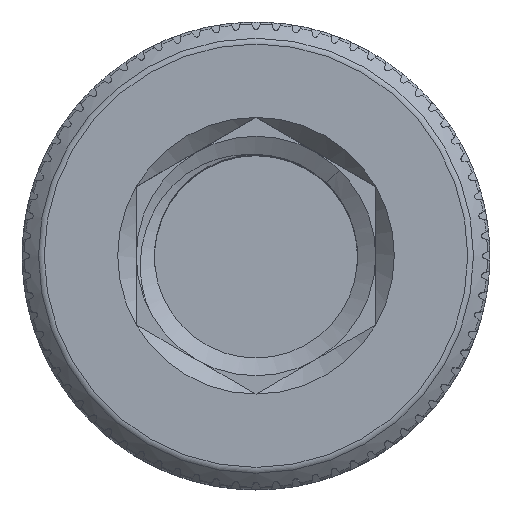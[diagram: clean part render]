
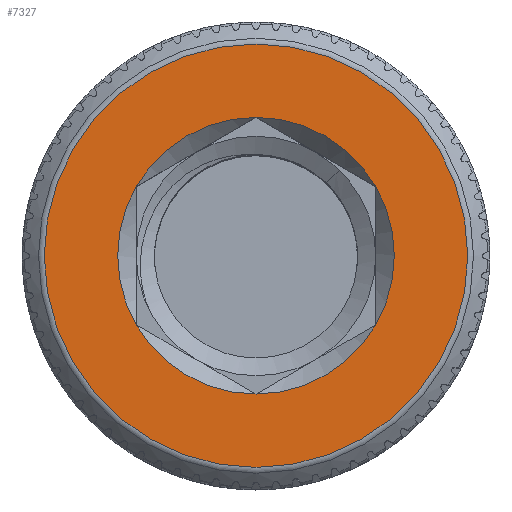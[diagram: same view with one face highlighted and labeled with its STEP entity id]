
A CAD part, top view. The second image highlights one B-rep face of the part: STEP entity #7327.
In plain terms, the highlighted planar face has unit normal (0, 0, 1).
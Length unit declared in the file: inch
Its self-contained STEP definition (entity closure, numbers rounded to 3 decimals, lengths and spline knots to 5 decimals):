
#17=FACE_BOUND('',#1319,.T.);
#26=PLANE('',#8140);
#904=FACE_OUTER_BOUND('',#1318,.T.);
#1318=EDGE_LOOP('',(#5731));
#1319=EDGE_LOOP('',(#5732,#5733,#5734,#5735,#5736,#5737));
#1638=CIRCLE('',#7683,0.05413);
#1864=CIRCLE('',#7915,0.08285);
#1866=CIRCLE('',#8141,0.05413);
#1867=CIRCLE('',#8142,0.05413);
#1868=CIRCLE('',#8143,0.05413);
#1869=CIRCLE('',#8144,0.05413);
#1870=CIRCLE('',#8145,0.05413);
#2761=VERTEX_POINT('',#11451);
#2762=VERTEX_POINT('',#11452);
#3347=VERTEX_POINT('',#14149);
#3355=VERTEX_POINT('',#14493);
#3356=VERTEX_POINT('',#14494);
#3357=VERTEX_POINT('',#14497);
#3358=VERTEX_POINT('',#14499);
#3581=EDGE_CURVE('',#2762,#2761,#1638,.T.);
#4171=EDGE_CURVE('',#3347,#3347,#1864,.T.);
#4333=EDGE_CURVE('',#3355,#3356,#1866,.T.);
#4334=EDGE_CURVE('',#2761,#3355,#1867,.T.);
#4335=EDGE_CURVE('',#3357,#2762,#1868,.T.);
#4336=EDGE_CURVE('',#3358,#3357,#1869,.T.);
#4337=EDGE_CURVE('',#3356,#3358,#1870,.T.);
#5731=ORIENTED_EDGE('',*,*,#4171,.T.);
#5732=ORIENTED_EDGE('',*,*,#4333,.F.);
#5733=ORIENTED_EDGE('',*,*,#4334,.F.);
#5734=ORIENTED_EDGE('',*,*,#3581,.F.);
#5735=ORIENTED_EDGE('',*,*,#4335,.F.);
#5736=ORIENTED_EDGE('',*,*,#4336,.F.);
#5737=ORIENTED_EDGE('',*,*,#4337,.F.);
#7327=ADVANCED_FACE('',(#904,#17),#26,.F.);
#7683=AXIS2_PLACEMENT_3D('',#11456,#8549,#8550);
#7915=AXIS2_PLACEMENT_3D('',#14150,#9160,#9161);
#8140=AXIS2_PLACEMENT_3D('',#14492,#9622,#9623);
#8141=AXIS2_PLACEMENT_3D('',#14495,#9624,#9625);
#8142=AXIS2_PLACEMENT_3D('',#14496,#9626,#9627);
#8143=AXIS2_PLACEMENT_3D('',#14498,#9628,#9629);
#8144=AXIS2_PLACEMENT_3D('',#14500,#9630,#9631);
#8145=AXIS2_PLACEMENT_3D('',#14501,#9632,#9633);
#8549=DIRECTION('center_axis',(0.,0.,1.));
#8550=DIRECTION('ref_axis',(1.,0.,0.));
#9160=DIRECTION('center_axis',(0.,0.,1.));
#9161=DIRECTION('ref_axis',(0.,-1.,0.));
#9622=DIRECTION('center_axis',(0.,0.,-1.));
#9623=DIRECTION('ref_axis',(0.,1.,0.));
#9624=DIRECTION('center_axis',(0.,0.,1.));
#9625=DIRECTION('ref_axis',(1.,0.,0.));
#9626=DIRECTION('center_axis',(0.,0.,1.));
#9627=DIRECTION('ref_axis',(1.,0.,0.));
#9628=DIRECTION('center_axis',(0.,0.,1.));
#9629=DIRECTION('ref_axis',(1.,0.,0.));
#9630=DIRECTION('center_axis',(0.,0.,1.));
#9631=DIRECTION('ref_axis',(1.,0.,0.));
#9632=DIRECTION('center_axis',(0.,0.,1.));
#9633=DIRECTION('ref_axis',(1.,0.,0.));
#11451=CARTESIAN_POINT('',(0.04687,0.02706,0.181));
#11452=CARTESIAN_POINT('',(0.04688,-0.02706,0.181));
#11456=CARTESIAN_POINT('Origin',(0.,0.,0.181));
#14149=CARTESIAN_POINT('',(0.,0.08285,0.181));
#14150=CARTESIAN_POINT('Origin',(0.,0.,0.181));
#14492=CARTESIAN_POINT('Origin',(0.,0.08285,0.181));
#14493=CARTESIAN_POINT('',(0.,0.05413,0.181));
#14494=CARTESIAN_POINT('',(-0.04687,0.02706,0.181));
#14495=CARTESIAN_POINT('Origin',(0.,0.,0.181));
#14496=CARTESIAN_POINT('Origin',(0.,0.,0.181));
#14497=CARTESIAN_POINT('',(0.,-0.05413,0.181));
#14498=CARTESIAN_POINT('Origin',(0.,0.,0.181));
#14499=CARTESIAN_POINT('',(-0.04688,-0.02706,0.181));
#14500=CARTESIAN_POINT('Origin',(0.,0.,0.181));
#14501=CARTESIAN_POINT('Origin',(0.,0.,0.181));
